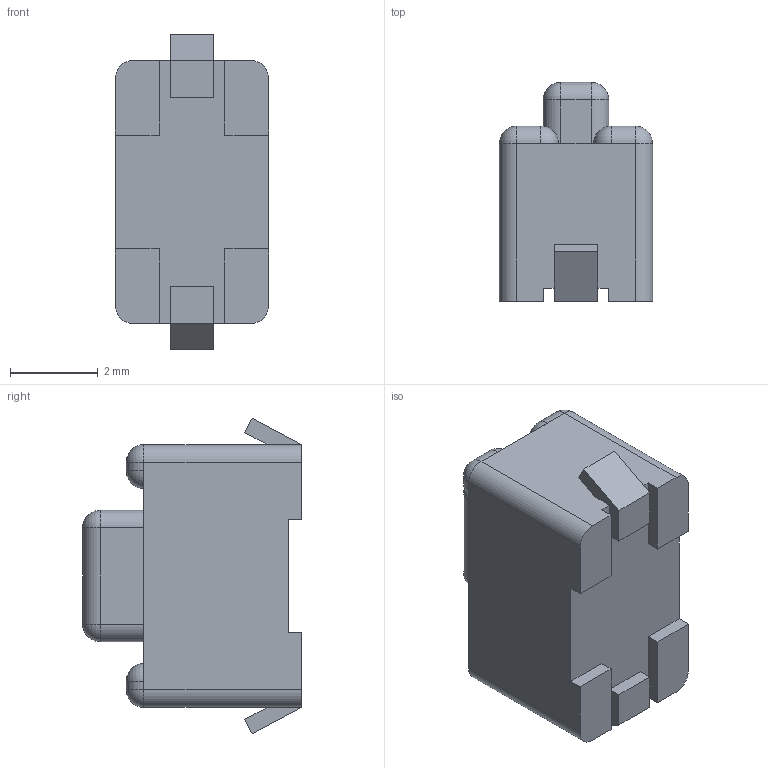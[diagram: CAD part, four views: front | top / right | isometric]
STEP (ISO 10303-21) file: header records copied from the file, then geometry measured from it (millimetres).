
FILE_DESCRIPTION (( 'STEP AP214' ), '1' );
FILE_NAME ('User Library-EVQ-PE105K.STEP', '2019-03-18T13:58:01', ( '' ), ( '' ), 'SwSTEP 2.0', 'SolidWorks 2019', '' );
FILE_SCHEMA (( 'AUTOMOTIVE_DESIGN' ));
Length unit declared in the file: millimetre
Products named in the file (1): User Library-EVQ-PE105K
Bounding box: 3.5 x 5 x 7.2 mm (x, y, z)
Volume: 79.3 mm3; surface area: 128 mm2
Topology: 1 solids, 1 shells, 80 faces, 213 edges, 120 vertices
Faces by surface type: plane 40, cylinder 24, sphere 16
Entity records: 2702 total; most frequent: DIRECTION 417, CARTESIAN_POINT 398, ORIENTED_EDGE 394, EDGE_CURVE 197, LINE 139, VECTOR 139, AXIS2_PLACEMENT_3D 139, VERTEX_POINT 120
